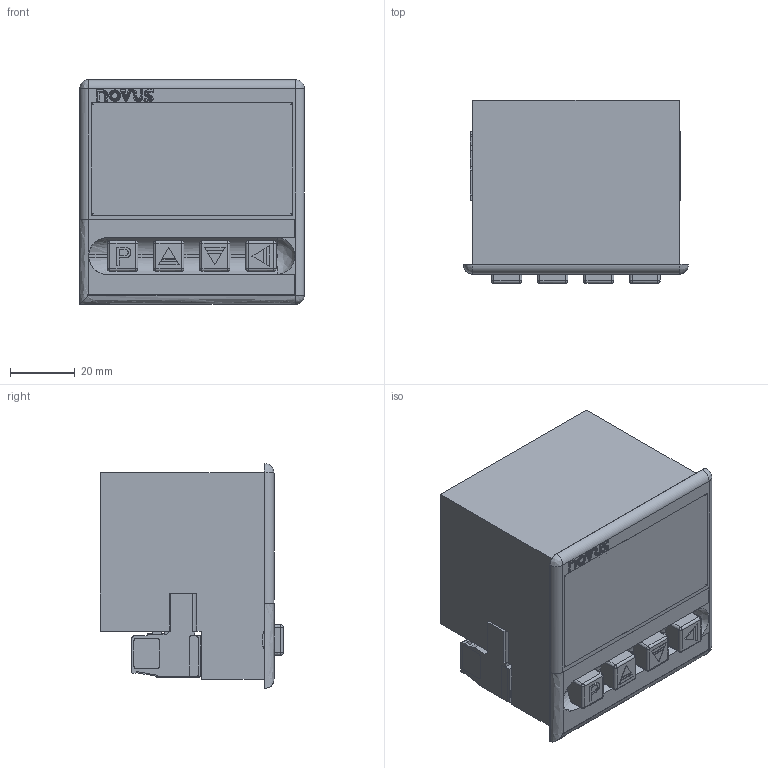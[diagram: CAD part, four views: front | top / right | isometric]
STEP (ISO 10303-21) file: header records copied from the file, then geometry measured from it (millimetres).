
FILE_DESCRIPTION(('FreeCAD Model'),'2;1');
FILE_NAME('Open CASCADE Shape Model','2025-05-02T13:22:59',('FreeCAD'),( 'FreeCAD'),'Open CASCADE STEP processor 7.6','FreeCAD','Unknown');
FILE_SCHEMA(('AUTOMOTIVE_DESIGN { 1 0 10303 214 1 1 1 1 }'));
Products named in the file (1): Open CASCADE STEP translator 7.6 1
Bounding box: 69.34 x 56.5 x 69.34 mm (x, y, z)
Volume: 195154.9 mm3; surface area: 48534.1 mm2
Topology: 30 solids, 30 shells, 2777 faces, 7878 edges, 5235 vertices
Faces by surface type: bspline 2777
Entity records: 83399 total; most frequent: CARTESIAN_POINT 39721, ORIENTED_EDGE 15718, EDGE_CURVE 7859, VERTEX_POINT 5235, B_SPLINE_CURVE_WITH_KNOTS 4779, FACE_BOUND 2946, EDGE_LOOP 2946, ADVANCED_FACE 2777
